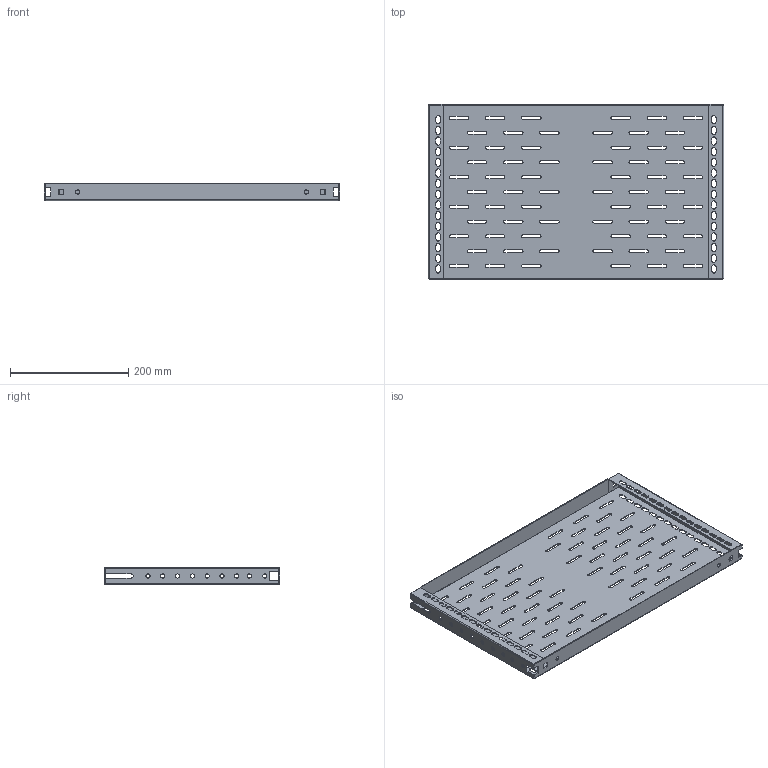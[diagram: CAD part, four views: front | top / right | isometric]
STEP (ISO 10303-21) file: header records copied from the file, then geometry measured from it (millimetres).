
FILE_DESCRIPTION (( 'STEP AP203' ), '1' );
FILE_NAME ('R5DOE6295.step', '2011-03-17T12:01:28', ( 'User' ), ( 'DKC' ), 'SwSTEP 2.0', 'SolidWorks 2011', '' );
FILE_SCHEMA (( 'CONFIG_CONTROL_DESIGN' ));
Length unit declared in the file: millimetre
Products named in the file (1): R5DOE6295
Bounding box: 499 x 296.5 x 30 mm (x, y, z)
Volume: 280993.6 mm3; surface area: 389395.9 mm2
Topology: 1 solids, 1 shells, 752 faces, 2188 edges, 1436 vertices
Faces by surface type: cylinder 380, plane 372
Entity records: 25653 total; most frequent: DIRECTION 4466, CARTESIAN_POINT 4377, ORIENTED_EDGE 4376, EDGE_CURVE 2188, AXIS2_PLACEMENT_3D 1525, VERTEX_POINT 1436, LINE 1416, VECTOR 1416
